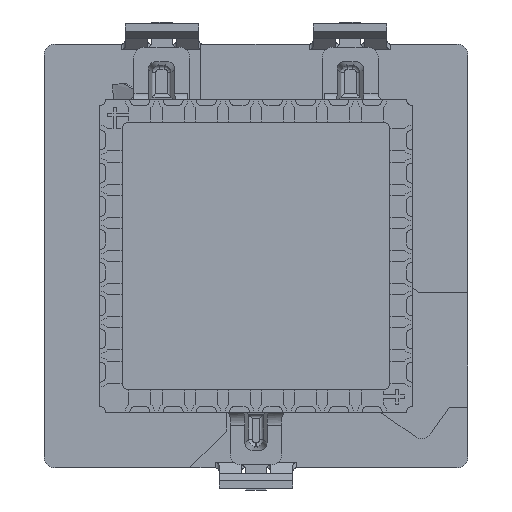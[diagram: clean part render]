
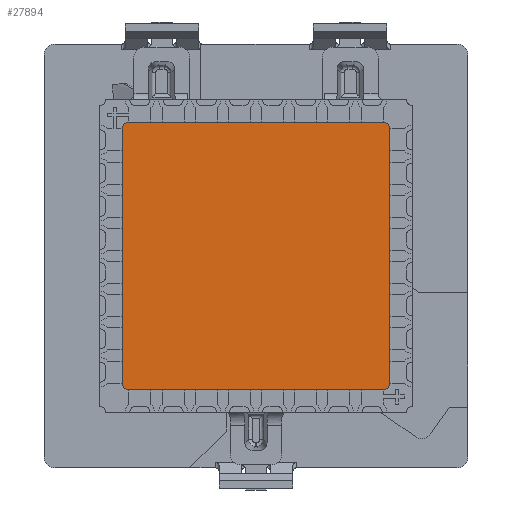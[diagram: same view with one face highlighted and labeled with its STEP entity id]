
A CAD part, front view. The second image highlights one B-rep face of the part: STEP entity #27894.
In plain terms, the highlighted face is planar.
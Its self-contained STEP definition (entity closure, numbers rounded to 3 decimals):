
#2475=CIRCLE('',#29671,0.2);
#2476=CIRCLE('',#29672,0.2);
#2477=CIRCLE('',#29673,0.2);
#2478=CIRCLE('',#29674,0.2);
#3528=FACE_OUTER_BOUND('',#5038,.T.);
#5038=EDGE_LOOP('',(#19861,#19862,#19863,#19864,#19865,#19866,#19867,#19868));
#7124=LINE('',#41548,#9693);
#7148=LINE('',#41589,#9717);
#7172=LINE('',#41630,#9741);
#7196=LINE('',#41671,#9765);
#9693=VECTOR('',#33361,1000.);
#9717=VECTOR('',#33387,1000.);
#9741=VECTOR('',#33413,1000.);
#9765=VECTOR('',#33439,1000.);
#12254=VERTEX_POINT('',#41545);
#12255=VERTEX_POINT('',#41547);
#12270=VERTEX_POINT('',#41586);
#12271=VERTEX_POINT('',#41588);
#12286=VERTEX_POINT('',#41627);
#12287=VERTEX_POINT('',#41629);
#12302=VERTEX_POINT('',#41668);
#12303=VERTEX_POINT('',#41670);
#15246=EDGE_CURVE('',#12255,#12254,#7124,.T.);
#15270=EDGE_CURVE('',#12271,#12270,#7148,.T.);
#15294=EDGE_CURVE('',#12287,#12286,#7172,.T.);
#15318=EDGE_CURVE('',#12303,#12302,#7196,.T.);
#15320=EDGE_CURVE('',#12270,#12255,#2475,.T.);
#15321=EDGE_CURVE('',#12254,#12303,#2476,.T.);
#15322=EDGE_CURVE('',#12302,#12287,#2477,.T.);
#15323=EDGE_CURVE('',#12286,#12271,#2478,.T.);
#19861=ORIENTED_EDGE('',*,*,#15270,.T.);
#19862=ORIENTED_EDGE('',*,*,#15320,.T.);
#19863=ORIENTED_EDGE('',*,*,#15246,.T.);
#19864=ORIENTED_EDGE('',*,*,#15321,.T.);
#19865=ORIENTED_EDGE('',*,*,#15318,.T.);
#19866=ORIENTED_EDGE('',*,*,#15322,.T.);
#19867=ORIENTED_EDGE('',*,*,#15294,.T.);
#19868=ORIENTED_EDGE('',*,*,#15323,.T.);
#27092=PLANE('',#29670);
#27894=ADVANCED_FACE('',(#3528),#27092,.F.);
#29670=AXIS2_PLACEMENT_3D('',#41673,#33441,#33442);
#29671=AXIS2_PLACEMENT_3D('',#41674,#33443,#33444);
#29672=AXIS2_PLACEMENT_3D('',#41675,#33445,#33446);
#29673=AXIS2_PLACEMENT_3D('',#41676,#33447,#33448);
#29674=AXIS2_PLACEMENT_3D('',#41677,#33449,#33450);
#33361=DIRECTION('',(0.,1.,0.));
#33387=DIRECTION('',(-1.,0.,0.));
#33413=DIRECTION('',(0.,-1.,0.));
#33439=DIRECTION('',(1.,0.,0.));
#33441=DIRECTION('center_axis',(0.,0.,1.));
#33442=DIRECTION('ref_axis',(1.,0.,0.));
#33443=DIRECTION('center_axis',(0.,0.,-1.));
#33444=DIRECTION('ref_axis',(1.,0.,0.));
#33445=DIRECTION('center_axis',(0.,0.,-1.));
#33446=DIRECTION('ref_axis',(1.,0.,0.));
#33447=DIRECTION('center_axis',(0.,0.,-1.));
#33448=DIRECTION('ref_axis',(1.,0.,0.));
#33449=DIRECTION('center_axis',(0.,0.,-1.));
#33450=DIRECTION('ref_axis',(1.,0.,0.));
#41545=CARTESIAN_POINT('',(-3.635,3.435,0.7));
#41547=CARTESIAN_POINT('',(-3.635,-3.435,0.7));
#41548=CARTESIAN_POINT('',(-3.635,-3.635,0.7));
#41586=CARTESIAN_POINT('',(-3.435,-3.635,0.7));
#41588=CARTESIAN_POINT('',(3.435,-3.635,0.7));
#41589=CARTESIAN_POINT('',(3.635,-3.635,0.7));
#41627=CARTESIAN_POINT('',(3.635,-3.435,0.7));
#41629=CARTESIAN_POINT('',(3.635,3.435,0.7));
#41630=CARTESIAN_POINT('',(3.635,-3.635,0.7));
#41668=CARTESIAN_POINT('',(3.435,3.635,0.7));
#41670=CARTESIAN_POINT('',(-3.435,3.635,0.7));
#41671=CARTESIAN_POINT('',(3.635,3.635,0.7));
#41673=CARTESIAN_POINT('Origin',(-3.635,3.635,0.7));
#41674=CARTESIAN_POINT('Origin',(-3.435,-3.435,0.7));
#41675=CARTESIAN_POINT('Origin',(-3.435,3.435,0.7));
#41676=CARTESIAN_POINT('Origin',(3.435,3.435,0.7));
#41677=CARTESIAN_POINT('Origin',(3.435,-3.435,0.7));
